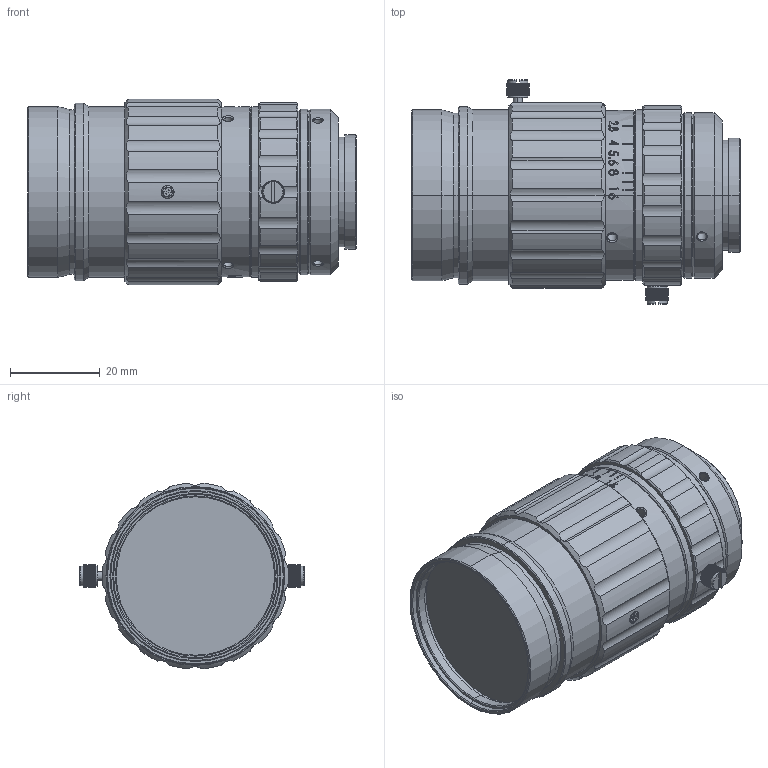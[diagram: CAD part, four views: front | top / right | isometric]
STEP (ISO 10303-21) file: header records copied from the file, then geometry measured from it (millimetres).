
FILE_DESCRIPTION (( 'STEP AP203' ), '1' );
FILE_NAME ('16mmF28_1_2_3D.STEP', '2022-11-15T10:52:42', ( '' ), ( '' ), 'SwSTEP 2.0', 'SolidWorks 2018', '' );
FILE_SCHEMA (( 'CONFIG_CONTROL_DESIGN' ));
Length unit declared in the file: millimetre
Products named in the file (10): 蕞刓隊; 翋噩芠; 嫖擊坶踡隊_V1; C諉諳; M2光栏调节环锁紧钉; 覦趼遠; 嫖擊覃誹遠; M2.5x3 す芛階佪; 16mmF28_1_2_3D; 忒謫
Assembly tree (12 placements, depth 2):
  16mmF28_1_2_3D
    翋噩芠
    嫖擊覃誹遠
    覦趼遠
    C諉諳
    嫖擊坶踡隊_V1  x2
    忒謫
    蕞刓隊
    M2光栏调节环锁紧钉  x2
    M2.5x3 す芛階佪  x2
Bounding box: 73.06 x 49.9 x 41.3 mm (x, y, z)
Volume: 69628.5 mm3; surface area: 28210.4 mm2
Topology: 12 solids, 12 shells, 1621 faces, 3822 edges, 2292 vertices
Faces by surface type: plane 549, cone 466, cylinder 420, bspline 182, torus 4
Entity records: 62612 total; most frequent: CARTESIAN_POINT 36368, ORIENTED_EDGE 5608, DIRECTION 4607, EDGE_CURVE 2804, AXIS2_PLACEMENT_3D 1883, VERTEX_POINT 1725, EDGE_LOOP 1255, ADVANCED_FACE 1160
